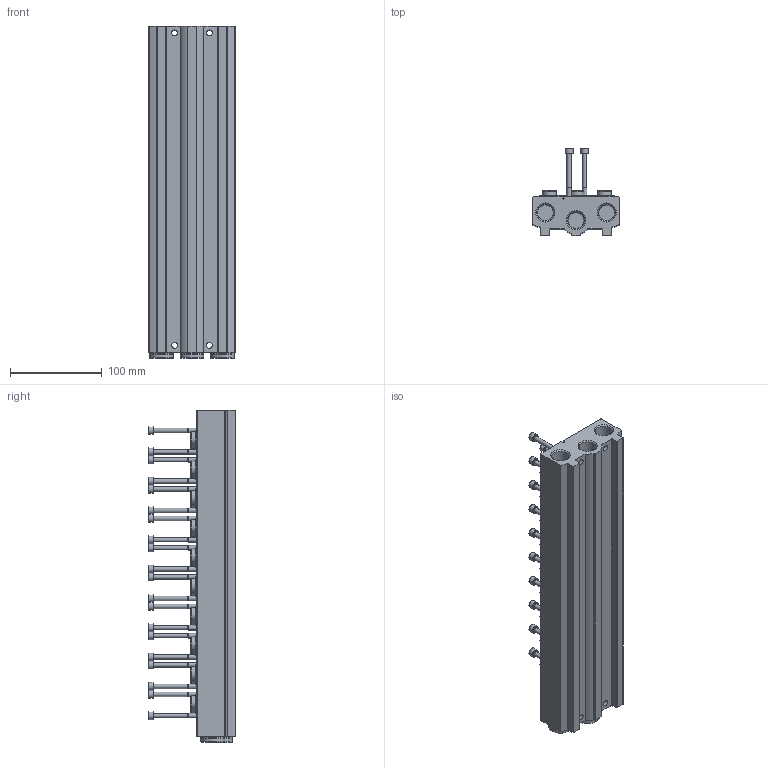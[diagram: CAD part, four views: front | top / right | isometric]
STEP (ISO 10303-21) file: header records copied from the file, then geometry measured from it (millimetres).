
FILE_DESCRIPTION(/* description */ ('STEP AP214'),/* implementation_level */ '2;1');
FILE_NAME(/* name */ '8026385_VABM-B10-30S-G12-10',/* time_stamp */ '2024-09-15T23:25:02+02:00',/* author */ ('License CC BY-ND 4.0'),/* organization */ ('CADENAS'),/* preprocessor_version */ 'ST-DEVELOPER v19.3',/* originating_system */ 'PARTsolutions',/* authorisation */ ' ');
FILE_SCHEMA (('AUTOMOTIVE_DESIGN {1 0 10303 214 3 1 1}'));
Length unit declared in the file: millimetre
Products named in the file (5): 8026385 VABM-B10-30S-G12-10; 8026385 VABM-B10-30S-G12-10---(M); 1658619 VUVS-G3-3---(S); 2191444 F-M5x60-10.9; 3571 B-1/2---(Plug)
Assembly tree (34 placements, depth 2):
  8026385 VABM-B10-30S-G12-10
    8026385 VABM-B10-30S-G12-10---(M)
    1658619 VUVS-G3-3---(S)  x10
    2191444 F-M5x60-10.9  x20
    3571 B-1/2---(Plug)  x3
Bounding box: 94 x 95.4 x 362.35 mm (x, y, z)
Volume: 1026756.2 mm3; surface area: 263955 mm2
Topology: 34 solids, 34 shells, 1648 faces, 3952 edges, 2511 vertices
Faces by surface type: plane 732, cylinder 520, cone 313, torus 83
Full cylindrical faces by diameter (mm): 3.5 x1, 4.134 x21, 4.75 x20, 5 x20, 6.3 x4, 8.5 x20, 9 x30, 12 x30, 15.1 x30, 17.6 x3, 18.1 x30, 18.631 x6, 20.955 x3, 23.4 x3, 26 x6
Entity records: 10301 total; most frequent: CARTESIAN_POINT 2160, DIRECTION 1718, ORIENTED_EDGE 1330, AXIS2_PLACEMENT_3D 711, EDGE_CURVE 665, FACE_BOUND 638, EDGE_LOOP 616, VERTEX_POINT 533
